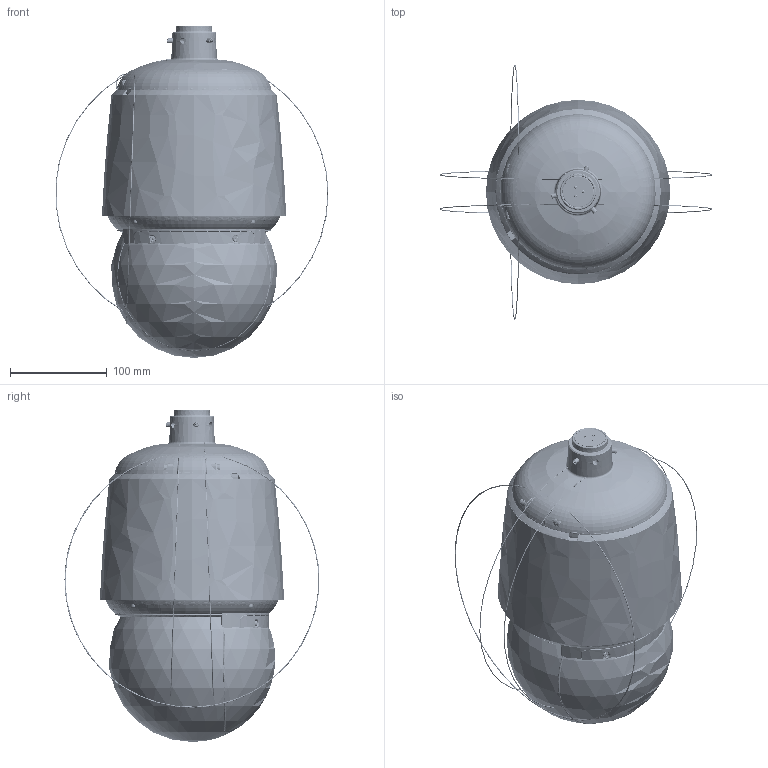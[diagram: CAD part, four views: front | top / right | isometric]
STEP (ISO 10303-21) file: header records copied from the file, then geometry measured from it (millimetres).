
FILE_DESCRIPTION((''),'2;1');
FILE_NAME('00_ASSY_C280A-0-AS-ALL','2021-03-03T',('levi.chen'),(''),'PRO/ENGINEER BY PARAMETRIC TECHNOLOGY CORPORATION, 2011490','PRO/ENGINEER BY PARAMETRIC TECHNOLOGY CORPORATION, 2011490','');
FILE_SCHEMA(('CONFIG_CONTROL_DESIGN'));
Products named in the file (1): 00_ASSY_C280A-0-AS-ALL
Bounding box: 281.5 x 263.01 x 342.4 mm (x, y, z)
Surface area: 1768666.7 mm2 (no closed solid volume)
Topology: 0 solids, 0 shells, 5352 faces, 28424 edges, 28047 vertices
Faces by surface type: bspline 4824, torus 452, sphere 76
Entity records: 529326 total; most frequent: CARTESIAN_POINT 292899, DIRECTION 35611, TRIMMED_CURVE 29601, DEFINITIONAL_REPRESENTATION 27694, PCURVE 27694, COMPOSITE_CURVE_SEGMENT 27694, VECTOR 24647, LINE 24647
